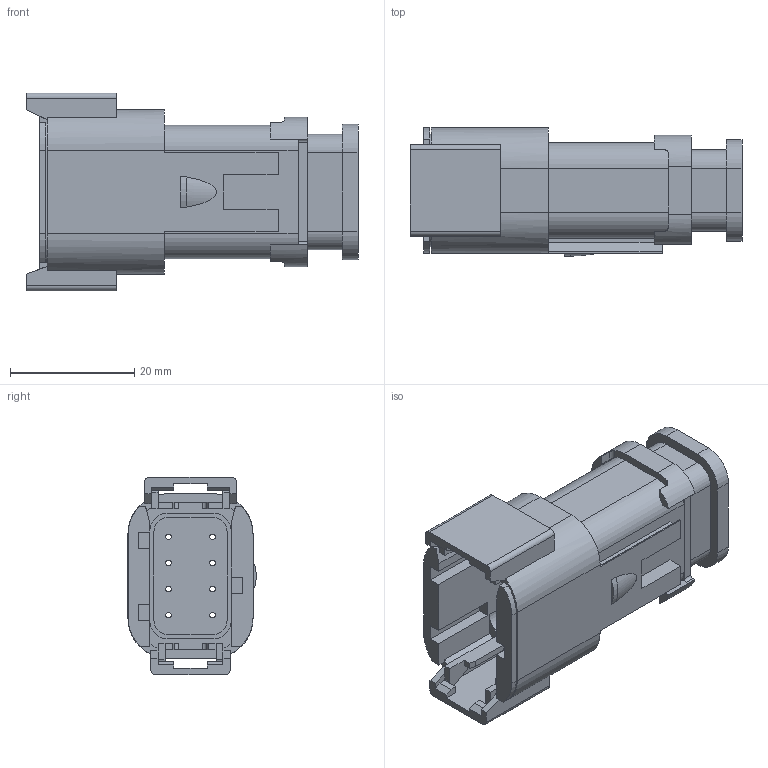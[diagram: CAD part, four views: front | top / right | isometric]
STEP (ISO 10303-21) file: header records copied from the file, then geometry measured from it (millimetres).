
FILE_DESCRIPTION(/* description */ ('STEP AP214'),/* implementation_level */ '2;1');
FILE_NAME(/* name */ 'ATM04-08PD-SR1BN',/* time_stamp */ '2023-01-27T07:40:58+01:00',/* author */ ('License CC BY-ND 4.0'),/* organization */ ('CADENAS'),/* preprocessor_version */ 'ST-DEVELOPER v18.102',/* originating_system */ 'PARTsolutions',/* authorisation */ ' ');
FILE_SCHEMA (('AUTOMOTIVE_DESIGN {1 0 10303 214 3 1 1}'));
Length unit declared in the file: millimetre
Products named in the file (3): ATM04-08PD-SR1BN; ATM04-08PDSR; ATM04-08PD-SR1BNPART1
Assembly tree (2 placements, depth 2):
  ATM04-08PD-SR1BN
    ATM04-08PDSR
    ATM04-08PD-SR1BNPART1
Bounding box: 53.39 x 20.63 x 31.8 mm (x, y, z)
Volume: 13698.6 mm3; surface area: 12904.3 mm2
Topology: 2 solids, 2 shells, 345 faces, 952 edges, 624 vertices
Faces by surface type: plane 211, cylinder 109, torus 25
Full cylindrical faces by diameter (mm): 0.9 x16, 3.4 x8, 3.8 x8
Entity records: 10888 total; most frequent: CARTESIAN_POINT 1910, DIRECTION 1841, ORIENTED_EDGE 1792, EDGE_CURVE 896, LINE 629, VECTOR 629, VERTEX_POINT 624, AXIS2_PLACEMENT_3D 606
